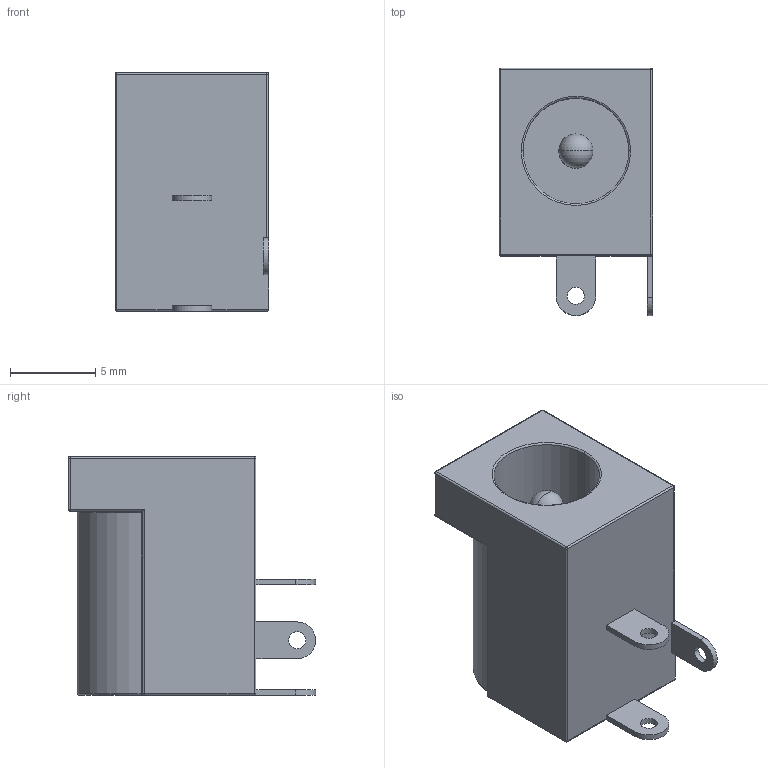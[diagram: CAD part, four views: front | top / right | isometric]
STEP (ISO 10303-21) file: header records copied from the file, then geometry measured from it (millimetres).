
FILE_DESCRIPTION (( 'STEP AP214' ), '1' );
FILE_NAME ('DC Jack.STEP', '2018-04-29T06:48:29', ( '' ), ( '' ), 'SwSTEP 2.0', 'SolidWorks 2014', '' );
FILE_SCHEMA (( 'AUTOMOTIVE_DESIGN' ));
Length unit declared in the file: millimetre
Products named in the file (1): DC Jack
Bounding box: 9.01 x 14.5 x 14.01 mm (x, y, z)
Volume: 881.1 mm3; surface area: 1072.4 mm2
Topology: 1 solids, 1 shells, 89 faces, 228 edges, 133 vertices
Faces by surface type: cylinder 42, plane 30, sphere 11, torus 6
Entity records: 3101 total; most frequent: CARTESIAN_POINT 487, DIRECTION 476, ORIENTED_EDGE 430, EDGE_CURVE 215, AXIS2_PLACEMENT_3D 178, VERTEX_POINT 131, LINE 120, VECTOR 120
